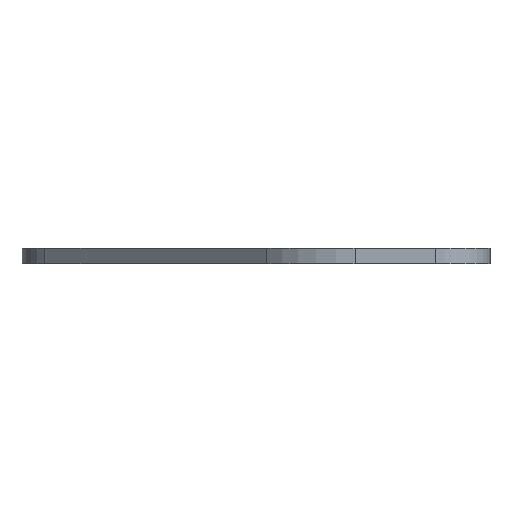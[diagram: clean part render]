
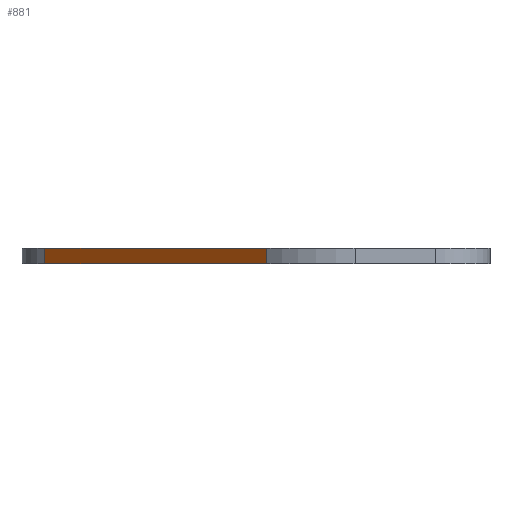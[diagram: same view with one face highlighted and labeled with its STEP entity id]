
A CAD part, front view. The second image highlights one B-rep face of the part: STEP entity #881.
In plain terms, the highlighted planar face has unit normal (-0.707, -0.707, 0).
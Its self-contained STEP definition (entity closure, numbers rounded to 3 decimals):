
#36=PLANE('',#985);
#76=FACE_OUTER_BOUND('',#124,.T.);
#124=EDGE_LOOP('',(#736,#737,#738,#739));
#158=LINE('',#1350,#243);
#206=LINE('',#1481,#291);
#207=LINE('',#1484,#292);
#208=LINE('',#1485,#293);
#243=VECTOR('',#1073,10.);
#291=VECTOR('',#1213,10.);
#292=VECTOR('',#1216,10.);
#293=VECTOR('',#1217,10.);
#390=VERTEX_POINT('',#1347);
#391=VERTEX_POINT('',#1349);
#428=VERTEX_POINT('',#1479);
#429=VERTEX_POINT('',#1483);
#479=EDGE_CURVE('',#391,#390,#158,.T.);
#545=EDGE_CURVE('',#428,#390,#206,.T.);
#546=EDGE_CURVE('',#428,#429,#207,.T.);
#547=EDGE_CURVE('',#429,#391,#208,.T.);
#736=ORIENTED_EDGE('',*,*,#546,.T.);
#737=ORIENTED_EDGE('',*,*,#547,.T.);
#738=ORIENTED_EDGE('',*,*,#479,.T.);
#739=ORIENTED_EDGE('',*,*,#545,.F.);
#881=ADVANCED_FACE('',(#76),#36,.T.);
#985=AXIS2_PLACEMENT_3D('',#1482,#1214,#1215);
#1073=DIRECTION('',(0.707,-0.707,0.));
#1213=DIRECTION('',(0.,0.,-1.));
#1214=DIRECTION('center_axis',(-0.707,-0.707,0.));
#1215=DIRECTION('ref_axis',(0.,0.,1.));
#1216=DIRECTION('',(-0.707,0.707,0.));
#1217=DIRECTION('',(0.,0.,-1.));
#1347=CARTESIAN_POINT('',(1.572,-22.291,-0.5));
#1349=CARTESIAN_POINT('',(-12.656,-8.063,-0.5));
#1350=CARTESIAN_POINT('',(1.572,-22.291,-0.5));
#1479=CARTESIAN_POINT('',(1.572,-22.291,0.5));
#1481=CARTESIAN_POINT('',(1.572,-22.291,0.));
#1482=CARTESIAN_POINT('Origin',(1.572,-22.291,0.));
#1483=CARTESIAN_POINT('',(-12.656,-8.063,0.5));
#1484=CARTESIAN_POINT('',(1.572,-22.291,0.5));
#1485=CARTESIAN_POINT('',(-12.656,-8.063,0.));
